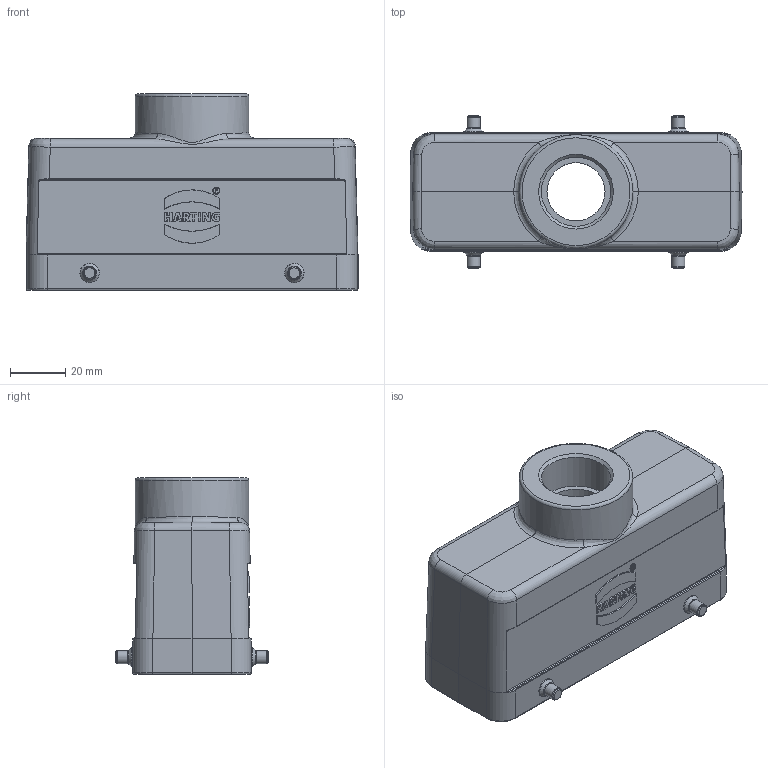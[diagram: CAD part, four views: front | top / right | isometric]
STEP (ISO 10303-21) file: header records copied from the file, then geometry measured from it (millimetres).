
FILE_DESCRIPTION(/* description */ (''),/* implementation_level */ '2;1');
FILE_NAME(/* name */ '100579070ugm000_c.stp',/* time_stamp */ '2017-11-06T09:21:06+01:00',/* author */ (''),/* organization */ (''),/* preprocessor_version */ 'ST-DEVELOPER v16',/* originating_system */ 'SIEMENS PLM Software NX 10.0',/* authorisation */ '');
FILE_SCHEMA (('AUTOMOTIVE_DESIGN { 1 0 10303 214 3 1 1 1 }'));
Length unit declared in the file: millimetre
Products named in the file (1): 100579070ugm000_c
Bounding box: 120 x 55.6 x 71 mm (x, y, z)
Volume: 78397.7 mm3; surface area: 45213.4 mm2
Topology: 1 solids, 1 shells, 345 faces, 829 edges, 506 vertices
Faces by surface type: plane 142, cylinder 93, bspline 78, torus 17, cone 15
Full cylindrical faces by diameter (mm): 3 x4, 4.8 x4, 7 x4, 21 x1, 25 x1, 41 x1
Entity records: 12537 total; most frequent: CARTESIAN_POINT 4058, ORIENTED_EDGE 1540, DIRECTION 1509, EDGE_CURVE 770, AXIS2_PLACEMENT_3D 551, VERTEX_POINT 495, EDGE_LOOP 411, LINE 407
